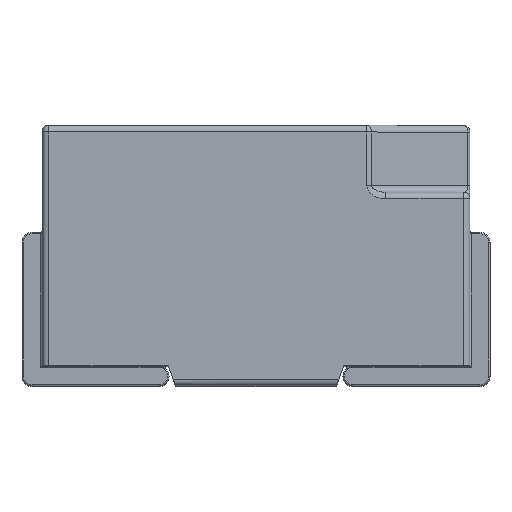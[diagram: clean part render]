
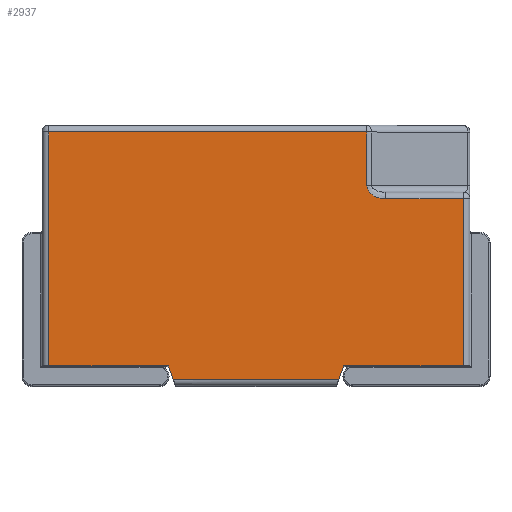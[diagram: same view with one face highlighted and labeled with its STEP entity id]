
A CAD part, top view. The second image highlights one B-rep face of the part: STEP entity #2937.
In plain terms, the highlighted planar face has unit normal (0, 0, 1).
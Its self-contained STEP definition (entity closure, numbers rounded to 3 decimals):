
#2774 = VERTEX_POINT ( 'NONE', #4304 ) ;
#2790 = VERTEX_POINT ( 'NONE', #4386 ) ;
#2792 = EDGE_CURVE ( 'NONE', #2790, #2774, #4385, .T. ) ;
#2838 = VERTEX_POINT ( 'NONE', #6279 ) ;
#2839 = EDGE_CURVE ( 'NONE', #2838, #2842, #6337, .T. ) ;
#2842 = VERTEX_POINT ( 'NONE', #6333 ) ;
#2896 = EDGE_CURVE ( 'NONE', #2838, #2897, #6515, .T. ) ;
#2897 = VERTEX_POINT ( 'NONE', #6511 ) ;
#2921 = ORIENTED_EDGE ( 'NONE', *, *, #2922, .T. ) ;
#2922 = EDGE_CURVE ( 'NONE', #2790, #2973, #6583, .T. ) ;
#2923 = ORIENTED_EDGE ( 'NONE', *, *, #2924, .T. ) ;
#2924 = EDGE_CURVE ( 'NONE', #2973, #2925, #6579, .T. ) ;
#2925 = VERTEX_POINT ( 'NONE', #6575 ) ;
#2926 = ORIENTED_EDGE ( 'NONE', *, *, #2927, .T. ) ;
#2927 = EDGE_CURVE ( 'NONE', #2925, #2897, #6574, .T. ) ;
#2928 = ORIENTED_EDGE ( 'NONE', *, *, #2896, .F. ) ;
#2929 = ORIENTED_EDGE ( 'NONE', *, *, #2839, .T. ) ;
#2930 = ORIENTED_EDGE ( 'NONE', *, *, #3139, .T. ) ;
#2933 = EDGE_CURVE ( 'NONE', #2934, #2774, #6570, .T. ) ;
#2934 = VERTEX_POINT ( 'NONE', #6566 ) ;
#2937 = ADVANCED_FACE ( 'NONE', ( #6559 ), #6596, .F. ) ;
#2938 = EDGE_LOOP ( 'NONE', ( #2939, #2966, #2969, #2971, #2972, #2921, #2923, #2926, #2928, #2929, #2930 ) ) ;
#2939 = ORIENTED_EDGE ( 'NONE', *, *, #2940, .F. ) ;
#2940 = EDGE_CURVE ( 'NONE', #2941, #2942, #6590, .T. ) ;
#2941 = VERTEX_POINT ( 'NONE', #6589 ) ;
#2942 = VERTEX_POINT ( 'NONE', #6591 ) ;
#2966 = ORIENTED_EDGE ( 'NONE', *, *, #2967, .T. ) ;
#2967 = EDGE_CURVE ( 'NONE', #2941, #2968, #6671, .T. ) ;
#2968 = VERTEX_POINT ( 'NONE', #6732 ) ;
#2969 = ORIENTED_EDGE ( 'NONE', *, *, #2970, .T. ) ;
#2970 = EDGE_CURVE ( 'NONE', #2968, #2934, #6731, .T. ) ;
#2971 = ORIENTED_EDGE ( 'NONE', *, *, #2933, .T. ) ;
#2972 = ORIENTED_EDGE ( 'NONE', *, *, #2792, .F. ) ;
#2973 = VERTEX_POINT ( 'NONE', #6727 ) ;
#3139 = EDGE_CURVE ( 'NONE', #2842, #2942, #7216, .T. ) ;
#4304 = CARTESIAN_POINT ( 'NONE',  ( -1.55, 0.15, 1.4 ) ) ;
#4382 = DIRECTION ( 'NONE',  ( -1., 0., 0. ) ) ;
#4383 = VECTOR ( 'NONE', #4382, 1000. ) ;
#4384 = CARTESIAN_POINT ( 'NONE',  ( -1.6, 0.15, 1.4 ) ) ;
#4385 = LINE ( 'NONE', #4384, #4383 ) ;
#4386 = CARTESIAN_POINT ( 'NONE',  ( -0.655, 0.15, 1.4 ) ) ;
#6279 = CARTESIAN_POINT ( 'NONE',  ( 1.55, 0.15, 1.4 ) ) ;
#6333 = CARTESIAN_POINT ( 'NONE',  ( 1.55, 1.4, 1.4 ) ) ;
#6334 = DIRECTION ( 'NONE',  ( 0., 1., 0. ) ) ;
#6335 = VECTOR ( 'NONE', #6334, 1000. ) ;
#6336 = CARTESIAN_POINT ( 'NONE',  ( 1.55, 1.95, 1.4 ) ) ;
#6337 = LINE ( 'NONE', #6336, #6335 ) ;
#6511 = CARTESIAN_POINT ( 'NONE',  ( 0.655, 0.15, 1.4 ) ) ;
#6512 = DIRECTION ( 'NONE',  ( -1., 0., 0. ) ) ;
#6513 = VECTOR ( 'NONE', #6512, 1000. ) ;
#6514 = CARTESIAN_POINT ( 'NONE',  ( 1.6, 0.15, 1.4 ) ) ;
#6515 = LINE ( 'NONE', #6514, #6513 ) ;
#6559 = FACE_OUTER_BOUND ( 'NONE', #2938, .T. ) ;
#6566 = CARTESIAN_POINT ( 'NONE',  ( -1.55, 1.9, 1.4 ) ) ;
#6567 = DIRECTION ( 'NONE',  ( 0., -1., 0. ) ) ;
#6568 = VECTOR ( 'NONE', #6567, 1000. ) ;
#6569 = CARTESIAN_POINT ( 'NONE',  ( -1.55, 1.95, 1.4 ) ) ;
#6570 = LINE ( 'NONE', #6569, #6568 ) ;
#6571 = DIRECTION ( 'NONE',  ( 0.342, 0.94, 0. ) ) ;
#6572 = VECTOR ( 'NONE', #6571, 1000. ) ;
#6573 = CARTESIAN_POINT ( 'NONE',  ( 1.344, 2.043, 1.4 ) ) ;
#6574 = LINE ( 'NONE', #6573, #6572 ) ;
#6575 = CARTESIAN_POINT ( 'NONE',  ( 0.618, 0.05, 1.4 ) ) ;
#6576 = DIRECTION ( 'NONE',  ( 1., 0., 0. ) ) ;
#6577 = VECTOR ( 'NONE', #6576, 1000. ) ;
#6578 = CARTESIAN_POINT ( 'NONE',  ( 1.6, 0.05, 1.4 ) ) ;
#6579 = LINE ( 'NONE', #6578, #6577 ) ;
#6580 = DIRECTION ( 'NONE',  ( 0.342, -0.94, 0. ) ) ;
#6581 = VECTOR ( 'NONE', #6580, 1000. ) ;
#6582 = CARTESIAN_POINT ( 'NONE',  ( -0.969, 1.015, 1.4 ) ) ;
#6583 = LINE ( 'NONE', #6582, #6581 ) ;
#6585 = CARTESIAN_POINT ( 'NONE',  ( 0.971, 1.4, 1.4 ) ) ;
#6586 = CARTESIAN_POINT ( 'NONE',  ( 0.888, 1.4, 1.4 ) ) ;
#6587 = CARTESIAN_POINT ( 'NONE',  ( 0.829, 1.441, 1.4 ) ) ;
#6588 = CARTESIAN_POINT ( 'NONE',  ( 0.829, 1.5, 1.4 ) ) ;
#6589 = CARTESIAN_POINT ( 'NONE',  ( 0.829, 1.5, 1.4 ) ) ;
#6590 =( BOUNDED_CURVE ( )  B_SPLINE_CURVE ( 3, ( #6588, #6587, #6586, #6585 ),
 .UNSPECIFIED., .F., .T. ) 
 B_SPLINE_CURVE_WITH_KNOTS ( ( 4, 4 ),
 ( 0., 1.571 ),
 .UNSPECIFIED. ) 
 CURVE ( )  GEOMETRIC_REPRESENTATION_ITEM ( )  RATIONAL_B_SPLINE_CURVE ( ( 1., 0.805, 0.805, 1. ) ) 
 REPRESENTATION_ITEM ( '' )  );
#6591 = CARTESIAN_POINT ( 'NONE',  ( 0.971, 1.4, 1.4 ) ) ;
#6592 = DIRECTION ( 'NONE',  ( -1., 0., 0. ) ) ;
#6593 = DIRECTION ( 'NONE',  ( 0., 0., -1. ) ) ;
#6594 = CARTESIAN_POINT ( 'NONE',  ( 1.6, 1.95, 1.4 ) ) ;
#6595 = AXIS2_PLACEMENT_3D ( 'NONE', #6594, #6593, #6592 ) ;
#6596 = PLANE ( 'NONE',  #6595 ) ;
#6671 = LINE ( 'NONE', #6735, #6734 ) ;
#6727 = CARTESIAN_POINT ( 'NONE',  ( -0.618, 0.05, 1.4 ) ) ;
#6728 = DIRECTION ( 'NONE',  ( -1., 0., 0. ) ) ;
#6729 = VECTOR ( 'NONE', #6728, 1000. ) ;
#6730 = CARTESIAN_POINT ( 'NONE',  ( -1.6, 1.9, 1.4 ) ) ;
#6731 = LINE ( 'NONE', #6730, #6729 ) ;
#6732 = CARTESIAN_POINT ( 'NONE',  ( 0.829, 1.9, 1.4 ) ) ;
#6733 = DIRECTION ( 'NONE',  ( 0., 1., 0. ) ) ;
#6734 = VECTOR ( 'NONE', #6733, 1000. ) ;
#6735 = CARTESIAN_POINT ( 'NONE',  ( 0.829, 1.95, 1.4 ) ) ;
#7213 = DIRECTION ( 'NONE',  ( -1., 0., 0. ) ) ;
#7214 = VECTOR ( 'NONE', #7213, 1000. ) ;
#7215 = CARTESIAN_POINT ( 'NONE',  ( 0.85, 1.4, 1.4 ) ) ;
#7216 = LINE ( 'NONE', #7215, #7214 ) ;
